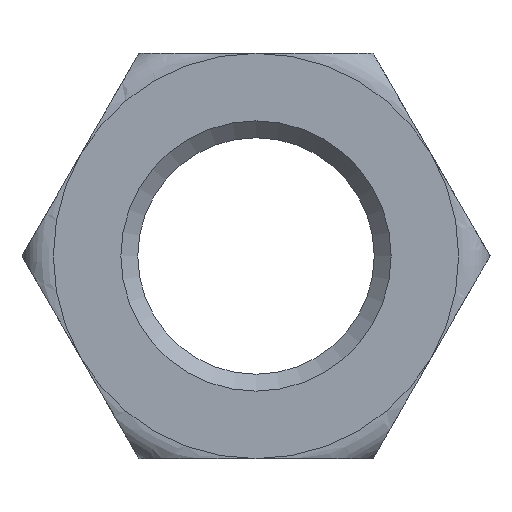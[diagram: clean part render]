
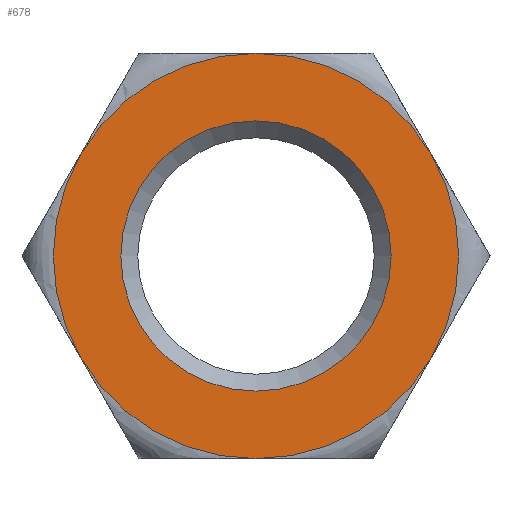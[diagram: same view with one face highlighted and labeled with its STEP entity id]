
A CAD part, front view. The second image highlights one B-rep face of the part: STEP entity #678.
In plain terms, the highlighted planar face has unit normal (0, -1, 0).
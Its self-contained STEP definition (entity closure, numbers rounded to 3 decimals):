
#8 = ORIENTED_EDGE ( 'NONE', *, *, #333, .T. ) ;
#14 = VERTEX_POINT ( 'NONE', #67 ) ;
#49 = AXIS2_PLACEMENT_3D ( 'NONE', #686, #449, #75 ) ;
#65 = DIRECTION ( 'NONE',  ( 0., 1., 0. ) ) ;
#67 = CARTESIAN_POINT ( 'NONE',  ( 0., -8., 15. ) ) ;
#75 = DIRECTION ( 'NONE',  ( 1., 0., 0. ) ) ;
#81 = CARTESIAN_POINT ( 'NONE',  ( -12.99, -8., -7.5 ) ) ;
#101 = CIRCLE ( 'NONE', #833, 10. ) ;
#107 = ORIENTED_EDGE ( 'NONE', *, *, #1034, .F. ) ;
#122 = EDGE_CURVE ( 'NONE', #268, #970, #667, .T. ) ;
#130 = CIRCLE ( 'NONE', #723, 15. ) ;
#131 = CARTESIAN_POINT ( 'NONE',  ( 0., -8., 0. ) ) ;
#140 = DIRECTION ( 'NONE',  ( 0., 1., 0. ) ) ;
#197 = VERTEX_POINT ( 'NONE', #664 ) ;
#229 = DIRECTION ( 'NONE',  ( 0., 0., 1. ) ) ;
#261 = DIRECTION ( 'NONE',  ( 1., 0., 0. ) ) ;
#268 = VERTEX_POINT ( 'NONE', #375 ) ;
#272 = FACE_BOUND ( 'NONE', #748, .T. ) ;
#281 = CARTESIAN_POINT ( 'NONE',  ( 12.99, -8., -7.5 ) ) ;
#285 = VERTEX_POINT ( 'NONE', #484 ) ;
#296 = CARTESIAN_POINT ( 'NONE',  ( 0., -8., 0. ) ) ;
#297 = CIRCLE ( 'NONE', #425, 15. ) ;
#328 = EDGE_LOOP ( 'NONE', ( #1008, #736, #750, #960, #107, #730 ) ) ;
#333 = EDGE_CURVE ( 'NONE', #616, #616, #101, .T. ) ;
#341 = CARTESIAN_POINT ( 'NONE',  ( 0., -8., 0. ) ) ;
#358 = CIRCLE ( 'NONE', #983, 15. ) ;
#374 = DIRECTION ( 'NONE',  ( 1., 0., 0. ) ) ;
#375 = CARTESIAN_POINT ( 'NONE',  ( 0., -8., -15. ) ) ;
#425 = AXIS2_PLACEMENT_3D ( 'NONE', #131, #945, #508 ) ;
#438 = CIRCLE ( 'NONE', #579, 15. ) ;
#449 = DIRECTION ( 'NONE',  ( 0., 1., 0. ) ) ;
#471 = CARTESIAN_POINT ( 'NONE',  ( 0., -8., 0. ) ) ;
#478 = DIRECTION ( 'NONE',  ( 0., 1., 0. ) ) ;
#484 = CARTESIAN_POINT ( 'NONE',  ( 12.99, -8., 7.5 ) ) ;
#499 = DIRECTION ( 'NONE',  ( 0., 0., 1. ) ) ;
#501 = FACE_OUTER_BOUND ( 'NONE', #328, .T. ) ;
#504 = CARTESIAN_POINT ( 'NONE',  ( 0., -8., 0. ) ) ;
#508 = DIRECTION ( 'NONE',  ( 1., 0., 0. ) ) ;
#559 = DIRECTION ( 'NONE',  ( 0., 1., 0. ) ) ;
#579 = AXIS2_PLACEMENT_3D ( 'NONE', #697, #1051, #876 ) ;
#595 = AXIS2_PLACEMENT_3D ( 'NONE', #504, #65, #229 ) ;
#616 = VERTEX_POINT ( 'NONE', #1009 ) ;
#618 = EDGE_CURVE ( 'NONE', #14, #285, #297, .T. ) ;
#651 = DIRECTION ( 'NONE',  ( 0., 1., 0. ) ) ;
#652 = VERTEX_POINT ( 'NONE', #281 ) ;
#664 = CARTESIAN_POINT ( 'NONE',  ( -12.99, -8., 7.5 ) ) ;
#667 = CIRCLE ( 'NONE', #794, 15. ) ;
#678 = ADVANCED_FACE ( 'NONE', ( #272, #501 ), #934, .F. ) ;
#686 = CARTESIAN_POINT ( 'NONE',  ( 0., -8., 0. ) ) ;
#697 = CARTESIAN_POINT ( 'NONE',  ( 0., -8., 0. ) ) ;
#723 = AXIS2_PLACEMENT_3D ( 'NONE', #296, #140, #374 ) ;
#730 = ORIENTED_EDGE ( 'NONE', *, *, #122, .F. ) ;
#736 = ORIENTED_EDGE ( 'NONE', *, *, #885, .F. ) ;
#748 = EDGE_LOOP ( 'NONE', ( #8 ) ) ;
#750 = ORIENTED_EDGE ( 'NONE', *, *, #618, .F. ) ;
#794 = AXIS2_PLACEMENT_3D ( 'NONE', #471, #651, #261 ) ;
#795 = CIRCLE ( 'NONE', #49, 15. ) ;
#817 = EDGE_CURVE ( 'NONE', #652, #268, #358, .T. ) ;
#833 = AXIS2_PLACEMENT_3D ( 'NONE', #341, #478, #499 ) ;
#876 = DIRECTION ( 'NONE',  ( -1., 0., 0. ) ) ;
#885 = EDGE_CURVE ( 'NONE', #285, #652, #795, .T. ) ;
#893 = CARTESIAN_POINT ( 'NONE',  ( 0., -8., 0. ) ) ;
#913 = DIRECTION ( 'NONE',  ( 1., 0., 0. ) ) ;
#934 = PLANE ( 'NONE',  #595 ) ;
#945 = DIRECTION ( 'NONE',  ( 0., 1., 0. ) ) ;
#960 = ORIENTED_EDGE ( 'NONE', *, *, #1023, .F. ) ;
#970 = VERTEX_POINT ( 'NONE', #81 ) ;
#983 = AXIS2_PLACEMENT_3D ( 'NONE', #893, #559, #913 ) ;
#1008 = ORIENTED_EDGE ( 'NONE', *, *, #817, .F. ) ;
#1009 = CARTESIAN_POINT ( 'NONE',  ( 0., -8., 10. ) ) ;
#1023 = EDGE_CURVE ( 'NONE', #197, #14, #438, .T. ) ;
#1034 = EDGE_CURVE ( 'NONE', #970, #197, #130, .T. ) ;
#1051 = DIRECTION ( 'NONE',  ( 0., 1., 0. ) ) ;
